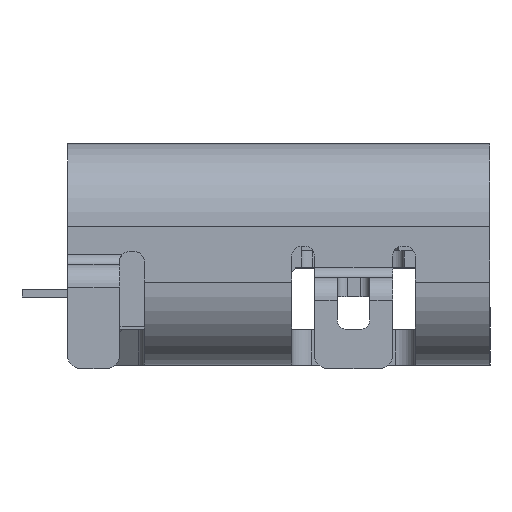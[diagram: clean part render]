
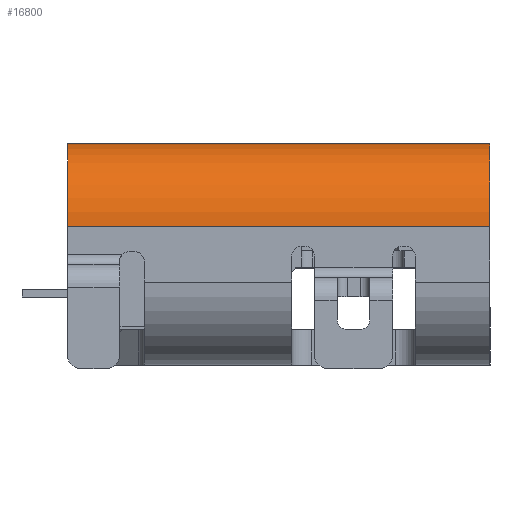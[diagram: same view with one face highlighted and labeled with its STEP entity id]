
A CAD part, left-side view. The second image highlights one B-rep face of the part: STEP entity #16800.
In plain terms, the highlighted cylindrical face has radius 1.28 mm (diameter 2.56 mm), a partial arc.
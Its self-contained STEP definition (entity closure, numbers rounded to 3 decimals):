
#1193=FACE_OUTER_BOUND('',#2108,.T.);
#2108=EDGE_LOOP('',(#12588,#12589,#12590,#12591));
#2968=LINE('',#24042,#4918);
#3317=LINE('',#25219,#5267);
#4918=VECTOR('',#19321,6.5);
#5267=VECTOR('',#20282,6.5);
#6829=CIRCLE('',#17838,1.28);
#6892=CIRCLE('',#17939,1.28);
#7298=VERTEX_POINT('',#24039);
#7299=VERTEX_POINT('',#24041);
#7346=VERTEX_POINT('',#24159);
#7519=VERTEX_POINT('',#24583);
#9010=EDGE_CURVE('',#7299,#7298,#2968,.T.);
#9071=EDGE_CURVE('',#7346,#7298,#6829,.T.);
#9286=EDGE_CURVE('',#7299,#7519,#6892,.T.);
#9566=EDGE_CURVE('',#7346,#7519,#3317,.T.);
#12588=ORIENTED_EDGE('',*,*,#9071,.F.);
#12589=ORIENTED_EDGE('',*,*,#9566,.T.);
#12590=ORIENTED_EDGE('',*,*,#9286,.F.);
#12591=ORIENTED_EDGE('',*,*,#9010,.T.);
#16507=CYLINDRICAL_SURFACE('',#18169,1.28);
#16800=ADVANCED_FACE('',(#1193),#16507,.T.);
#17838=AXIS2_PLACEMENT_3D('',#24161,#19421,#19422);
#17939=AXIS2_PLACEMENT_3D('',#24584,#19769,#19770);
#18169=AXIS2_PLACEMENT_3D('',#25375,#20441,#20442);
#19321=DIRECTION('',(0.,0.,-1.));
#19421=DIRECTION('center_axis',(0.,0.,-1.));
#19422=DIRECTION('ref_axis',(0.,1.,0.));
#19769=DIRECTION('center_axis',(0.,0.,1.));
#19770=DIRECTION('ref_axis',(1.,0.,0.));
#20282=DIRECTION('',(0.,0.,1.));
#20441=DIRECTION('center_axis',(0.,0.,-1.));
#20442=DIRECTION('ref_axis',(-1.,0.,0.));
#24039=CARTESIAN_POINT('',(4.47,-0.157,-3.6));
#24041=CARTESIAN_POINT('',(4.47,-0.157,2.9));
#24042=CARTESIAN_POINT('',(4.47,-0.157,2.9));
#24159=CARTESIAN_POINT('',(3.19,1.123,-3.6));
#24161=CARTESIAN_POINT('Origin',(3.19,-0.157,-3.6));
#24583=CARTESIAN_POINT('',(3.19,1.123,2.9));
#24584=CARTESIAN_POINT('Origin',(3.19,-0.157,2.9));
#25219=CARTESIAN_POINT('',(3.19,1.123,-3.6));
#25375=CARTESIAN_POINT('Origin',(3.19,-0.157,-2.1));
